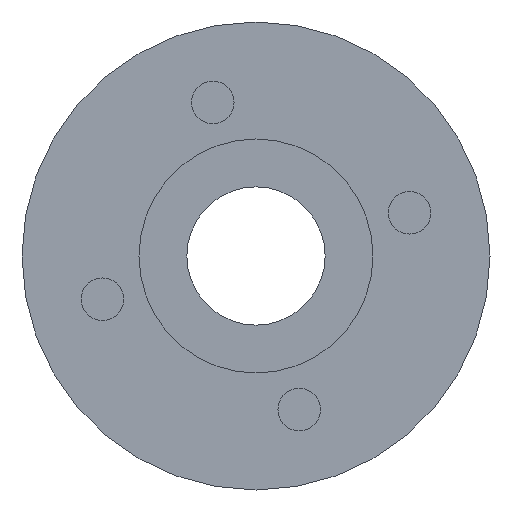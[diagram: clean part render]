
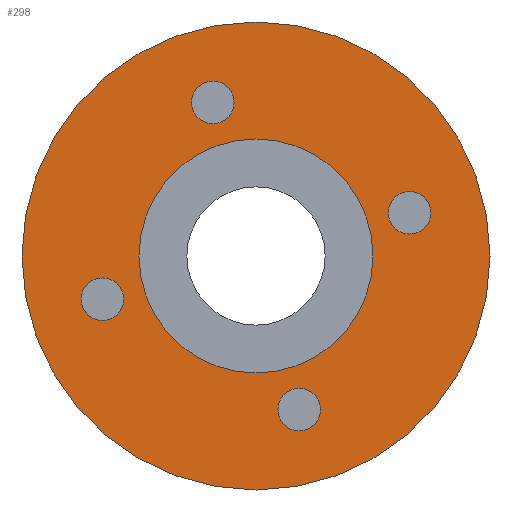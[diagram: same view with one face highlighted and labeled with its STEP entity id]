
A CAD part, front view. The second image highlights one B-rep face of the part: STEP entity #298.
In plain terms, the highlighted planar face has unit normal (0, -1, 0).
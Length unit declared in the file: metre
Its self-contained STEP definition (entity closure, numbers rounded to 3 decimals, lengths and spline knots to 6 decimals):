
#15=PLANE('',#350);
#42=ORIENTED_EDGE('',*,*,#93,.T.);
#43=ORIENTED_EDGE('',*,*,#94,.T.);
#44=ORIENTED_EDGE('',*,*,#95,.T.);
#45=ORIENTED_EDGE('',*,*,#96,.T.);
#46=ORIENTED_EDGE('',*,*,#97,.T.);
#47=ORIENTED_EDGE('',*,*,#92,.T.);
#92=EDGE_CURVE('',#120,#120,#148,.T.);
#93=EDGE_CURVE('',#121,#121,#149,.T.);
#94=EDGE_CURVE('',#122,#122,#150,.T.);
#95=EDGE_CURVE('',#123,#123,#151,.T.);
#96=EDGE_CURVE('',#124,#124,#152,.T.);
#97=EDGE_CURVE('',#125,#125,#153,.T.);
#120=VERTEX_POINT('',#530);
#121=VERTEX_POINT('',#534);
#122=VERTEX_POINT('',#536);
#123=VERTEX_POINT('',#538);
#124=VERTEX_POINT('',#540);
#125=VERTEX_POINT('',#542);
#148=CIRCLE('',#348,0.022);
#149=CIRCLE('',#351,0.002);
#150=CIRCLE('',#352,0.002);
#151=CIRCLE('',#353,0.002);
#152=CIRCLE('',#354,0.002);
#153=CIRCLE('',#355,0.011);
#182=EDGE_LOOP('',(#42));
#183=EDGE_LOOP('',(#43));
#184=EDGE_LOOP('',(#44));
#185=EDGE_LOOP('',(#45));
#186=EDGE_LOOP('',(#46));
#187=EDGE_LOOP('',(#47));
#238=FACE_BOUND('',#182,.T.);
#239=FACE_BOUND('',#183,.T.);
#240=FACE_BOUND('',#184,.T.);
#241=FACE_BOUND('',#185,.T.);
#242=FACE_BOUND('',#186,.T.);
#243=FACE_BOUND('',#187,.T.);
#298=ADVANCED_FACE('',(#238,#239,#240,#241,#242,#243),#15,.T.);
#348=AXIS2_PLACEMENT_3D('',#529,#421,#422);
#350=AXIS2_PLACEMENT_3D('',#532,#425,#426);
#351=AXIS2_PLACEMENT_3D('',#533,#427,#428);
#352=AXIS2_PLACEMENT_3D('',#535,#429,#430);
#353=AXIS2_PLACEMENT_3D('',#537,#431,#432);
#354=AXIS2_PLACEMENT_3D('',#539,#433,#434);
#355=AXIS2_PLACEMENT_3D('',#541,#435,#436);
#421=DIRECTION('',(0.,-1.,0.));
#422=DIRECTION('',(0.,0.,-1.));
#425=DIRECTION('',(0.,-1.,0.));
#426=DIRECTION('',(1.,0.,0.));
#427=DIRECTION('',(0.,1.,0.));
#428=DIRECTION('',(0.,0.,1.));
#429=DIRECTION('',(0.,1.,0.));
#430=DIRECTION('',(0.,0.,1.));
#431=DIRECTION('',(0.,1.,0.));
#432=DIRECTION('',(0.,0.,1.));
#433=DIRECTION('',(0.,1.,0.));
#434=DIRECTION('',(0.,0.,1.));
#435=DIRECTION('',(0.,1.,0.));
#436=DIRECTION('',(0.,0.,-1.));
#529=CARTESIAN_POINT('',(0.25,-0.02525,0.));
#530=CARTESIAN_POINT('',(0.25,-0.02525,-0.022));
#532=CARTESIAN_POINT('',(0.12725,-0.02525,0.));
#533=CARTESIAN_POINT('',(0.23556,-0.02525,-0.004059));
#534=CARTESIAN_POINT('',(0.23556,-0.02525,-0.002059));
#535=CARTESIAN_POINT('',(0.245941,-0.02525,0.01444));
#536=CARTESIAN_POINT('',(0.245941,-0.02525,0.01644));
#537=CARTESIAN_POINT('',(0.26444,-0.02525,0.004059));
#538=CARTESIAN_POINT('',(0.26444,-0.02525,0.006059));
#539=CARTESIAN_POINT('',(0.254059,-0.02525,-0.01444));
#540=CARTESIAN_POINT('',(0.254059,-0.02525,-0.01244));
#541=CARTESIAN_POINT('',(0.25,-0.02525,0.));
#542=CARTESIAN_POINT('',(0.25,-0.02525,-0.011));
